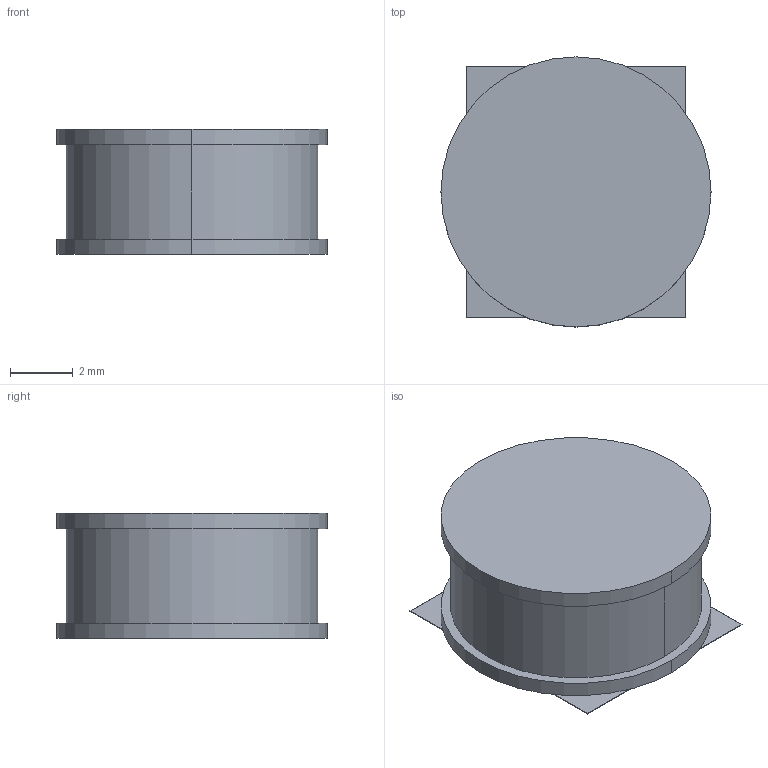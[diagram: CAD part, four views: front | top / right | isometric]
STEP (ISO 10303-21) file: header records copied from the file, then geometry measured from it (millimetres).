
FILE_DESCRIPTION(('FreeCAD Model'),'2;1');
FILE_NAME('728299.1.7.stp','2022-01-25T16:07:28',( 'Author'),(''),'Open CASCADE STEP processor 6.9','FreeCAD','Unknown' );
FILE_SCHEMA(('AUTOMOTIVE_DESIGN { 1 0 10303 214 1 1 1 1 }'));
Length unit declared in the file: millimetre
Products named in the file (3): ASSEMBLY; solidLead; solidBody
Assembly tree (2 placements, depth 2):
  ASSEMBLY
    solidLead
    solidBody
Bounding box: 8.6 x 8.6 x 4 mm (x, y, z)
Volume: 208.6 mm3; surface area: 320.2 mm2
Topology: 3 solids, 3 shells, 22 faces, 42 edges, 28 vertices
Faces by surface type: plane 16, cylinder 6
Entity records: 1177 total; most frequent: DIRECTION 188, CARTESIAN_POINT 179, LINE 102, VECTOR 102, ORIENTED_EDGE 84, PCURVE 84, DEFINITIONAL_REPRESENTATION 84, EDGE_CURVE 42
